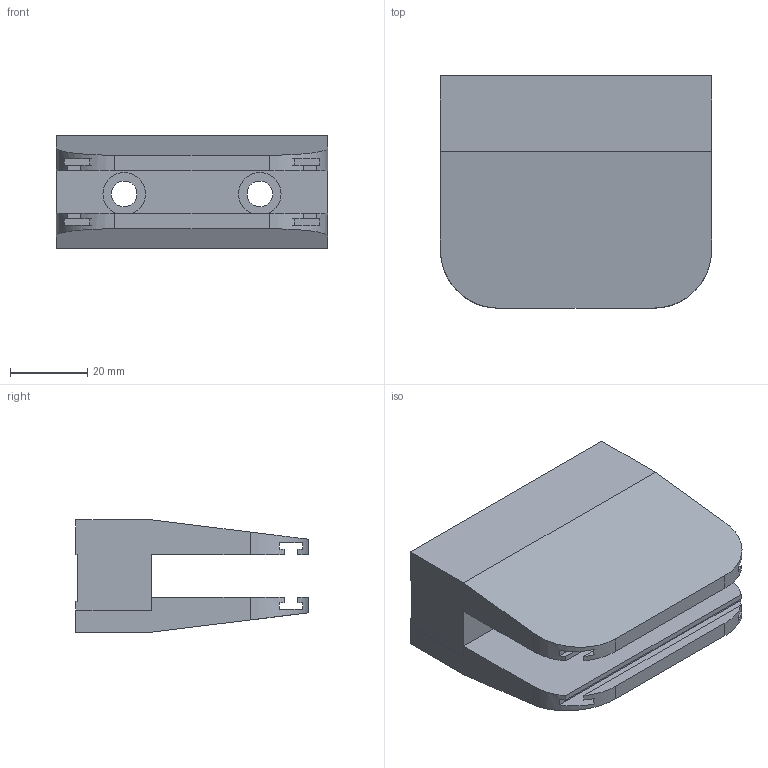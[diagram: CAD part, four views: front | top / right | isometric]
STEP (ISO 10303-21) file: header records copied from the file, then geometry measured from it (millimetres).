
FILE_DESCRIPTION(/* description */ ('PINZA PER PANNELLO SP.8mm ANOD.ARG.'),/* implementation_level */ '2;1');
FILE_NAME(/* name */ '15.500.00A.stp',/* time_stamp */ '2020-06-08T11:22:23+02:00',/* author */ ('tecnico5'),/* organization */ (''),/* preprocessor_version */ 'ST-DEVELOPER v17.2',/* originating_system */ 'Autodesk Inventor 2019',/* authorisation */ '');
FILE_SCHEMA (('AUTOMOTIVE_DESIGN { 1 0 10303 214 3 1 1 }'));
Length unit declared in the file: millimetre
Products named in the file (1): !15.500.00A!!!
Bounding box: 70 x 60 x 29 mm (x, y, z)
Volume: 71448.1 mm3; surface area: 26266.7 mm2
Topology: 4 solids, 4 shells, 78 faces, 202 edges, 136 vertices
Faces by surface type: plane 58, cylinder 14, cone 6
Full cylindrical faces by diameter (mm): 4.2 x2, 5 x2, 5.5 x2, 6.6 x2, 11 x2
Entity records: 2440 total; most frequent: DIRECTION 416, CARTESIAN_POINT 415, ORIENTED_EDGE 400, EDGE_CURVE 200, LINE 142, VECTOR 142, AXIS2_PLACEMENT_3D 137, VERTEX_POINT 136
